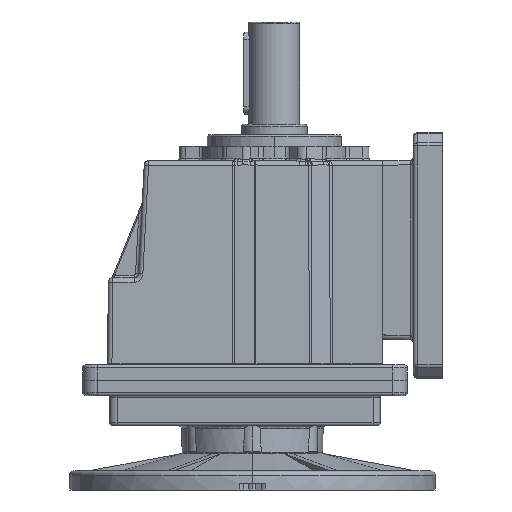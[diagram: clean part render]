
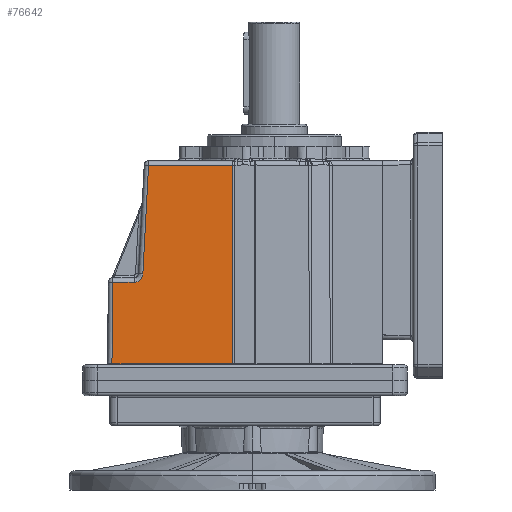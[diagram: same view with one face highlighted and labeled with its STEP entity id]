
A CAD part, left-side view. The second image highlights one B-rep face of the part: STEP entity #76642.
In plain terms, the highlighted planar face has unit normal (-1, 0, 0.009).
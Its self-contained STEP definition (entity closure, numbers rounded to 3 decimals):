
#268 = ORIENTED_EDGE ( 'NONE', *, *, #14475, .T. ) ;
#1147 = DIRECTION ( 'NONE',  ( 0., 1., 0. ) ) ;
#1263 = CARTESIAN_POINT ( 'NONE',  ( -68.249, 41.589, 208.241 ) ) ;
#3778 = VECTOR ( 'NONE', #54460, 1000. ) ;
#5087 = CARTESIAN_POINT ( 'NONE',  ( -68.249, -40.902, 208.241 ) ) ;
#10274 = EDGE_CURVE ( 'NONE', #102805, #16895, #106555, .T. ) ;
#10647 = CARTESIAN_POINT ( 'NONE',  ( -68.257, -40.902, 207.25 ) ) ;
#12951 = VECTOR ( 'NONE', #88804, 1000. ) ;
#14361 = VERTEX_POINT ( 'NONE', #1263 ) ;
#14475 = EDGE_CURVE ( 'NONE', #16236, #73831, #72285, .T. ) ;
#16236 = VERTEX_POINT ( 'NONE', #49808 ) ;
#16895 = VERTEX_POINT ( 'NONE', #104839 ) ;
#17310 = CARTESIAN_POINT ( 'NONE',  ( -67.764, 26.444, 263.776 ) ) ;
#17656 = CARTESIAN_POINT ( 'NONE',  ( -67.744, 20.629, 266.096 ) ) ;
#18078 = CARTESIAN_POINT ( 'NONE',  ( -68.257, 44.598, 207.25 ) ) ;
#24762 = CARTESIAN_POINT ( 'NONE',  ( -67.764, 26.444, 263.776 ) ) ;
#25860 = EDGE_CURVE ( 'NONE', #16895, #14361, #55553, .T. ) ;
#26251 = VERTEX_POINT ( 'NONE', #37789 ) ;
#28768 = DIRECTION ( 'NONE',  ( -0.009, 0.052, -0.999 ) ) ;
#29179 = AXIS2_PLACEMENT_3D ( 'NONE', #18078, #67129, #84485 ) ;
#36510 = ORIENTED_EDGE ( 'NONE', *, *, #37344, .T. ) ;
#37344 = EDGE_CURVE ( 'NONE', #26251, #92787, #90273, .T. ) ;
#37789 = CARTESIAN_POINT ( 'NONE',  ( -67.066, 16.558, 343.776 ) ) ;
#42265 = FACE_OUTER_BOUND ( 'NONE', #49355, .T. ) ;
#46667 = EDGE_CURVE ( 'NONE', #73831, #26251, #61440, .T. ) ;
#48051 = ORIENTED_EDGE ( 'NONE', *, *, #10274, .T. ) ;
#48134 = VECTOR ( 'NONE', #86661, 1000. ) ;
#49355 = EDGE_LOOP ( 'NONE', ( #65990, #92238, #268, #59156, #36510, #73449, #48051 ) ) ;
#49808 = CARTESIAN_POINT ( 'NONE',  ( -68.249, -40.902, 208.241 ) ) ;
#50564 = PLANE ( 'NONE',  #29179 ) ;
#50844 = EDGE_CURVE ( 'NONE', #102805, #92787, #70695, .T. ) ;
#54043 = CARTESIAN_POINT ( 'NONE',  ( -68.267, 23.77, 206.159 ) ) ;
#54460 = DIRECTION ( 'NONE',  ( 0.009, 0., 1. ) ) ;
#55553 = LINE ( 'NONE', #81139, #12951 ) ;
#57429 = CARTESIAN_POINT ( 'NONE',  ( -67.066, -40.902, 343.776 ) ) ;
#57534 = CARTESIAN_POINT ( 'NONE',  ( -67.066, 19.405, 343.776 ) ) ;
#58085 = CARTESIAN_POINT ( 'NONE',  ( -67.714, 20.453, 269.462 ) ) ;
#59144 = CARTESIAN_POINT ( 'NONE',  ( -67.764, 23.074, 263.776 ) ) ;
#59156 = ORIENTED_EDGE ( 'NONE', *, *, #46667, .T. ) ;
#59478 = EDGE_CURVE ( 'NONE', #14361, #16236, #70082, .T. ) ;
#61440 = LINE ( 'NONE', #57534, #67844 ) ;
#65076 = DIRECTION ( 'NONE',  ( 0., 1., 0. ) ) ;
#65209 = VECTOR ( 'NONE', #1147, 1000. ) ;
#65593 = CARTESIAN_POINT ( 'NONE',  ( -67.714, 20.453, 269.462 ) ) ;
#65990 = ORIENTED_EDGE ( 'NONE', *, *, #25860, .T. ) ;
#67129 = DIRECTION ( 'NONE',  ( -1., 0., 0.009 ) ) ;
#67844 = VECTOR ( 'NONE', #65076, 1000. ) ;
#68258 = VECTOR ( 'NONE', #28768, 1000. ) ;
#70082 = LINE ( 'NONE', #5087, #48134 ) ;
#70695 =( BOUNDED_CURVE ( )  B_SPLINE_CURVE ( 3, ( #17310, #59144, #17656, #58085 ),
 .UNSPECIFIED., .F., .F. ) 
 B_SPLINE_CURVE_WITH_KNOTS ( ( 4, 4 ),
 ( 0., 1.518 ),
 .UNSPECIFIED. ) 
 CURVE ( )  GEOMETRIC_REPRESENTATION_ITEM ( )  RATIONAL_B_SPLINE_CURVE ( ( 1., 0.817, 0.817, 1. ) ) 
 REPRESENTATION_ITEM ( '' )  );
#72285 = LINE ( 'NONE', #10647, #3778 ) ;
#73449 = ORIENTED_EDGE ( 'NONE', *, *, #50844, .F. ) ;
#73831 = VERTEX_POINT ( 'NONE', #57429 ) ;
#76642 = ADVANCED_FACE ( 'NONE', ( #42265 ), #50564, .T. ) ;
#81139 = CARTESIAN_POINT ( 'NONE',  ( -68.258, 41.598, 207.224 ) ) ;
#84485 = DIRECTION ( 'NONE',  ( 0.009, 0., 1. ) ) ;
#86661 = DIRECTION ( 'NONE',  ( 0., -1., 0. ) ) ;
#88804 = DIRECTION ( 'NONE',  ( -0.009, 0.009, -1. ) ) ;
#90273 = LINE ( 'NONE', #54043, #68258 ) ;
#91764 = CARTESIAN_POINT ( 'NONE',  ( -67.764, 44.078, 263.776 ) ) ;
#92238 = ORIENTED_EDGE ( 'NONE', *, *, #59478, .T. ) ;
#92787 = VERTEX_POINT ( 'NONE', #65593 ) ;
#102805 = VERTEX_POINT ( 'NONE', #24762 ) ;
#104839 = CARTESIAN_POINT ( 'NONE',  ( -67.764, 41.104, 263.776 ) ) ;
#106555 = LINE ( 'NONE', #91764, #65209 ) ;
